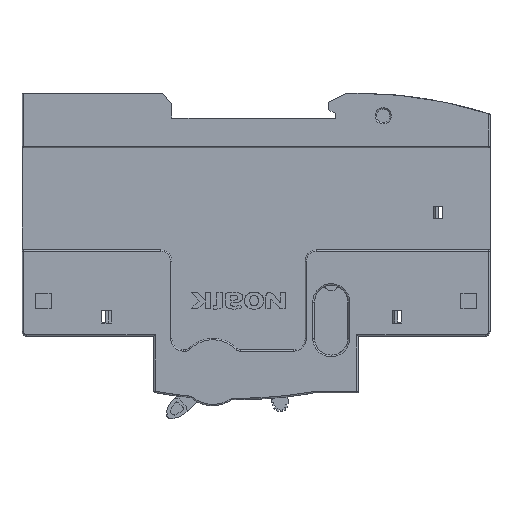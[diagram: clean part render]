
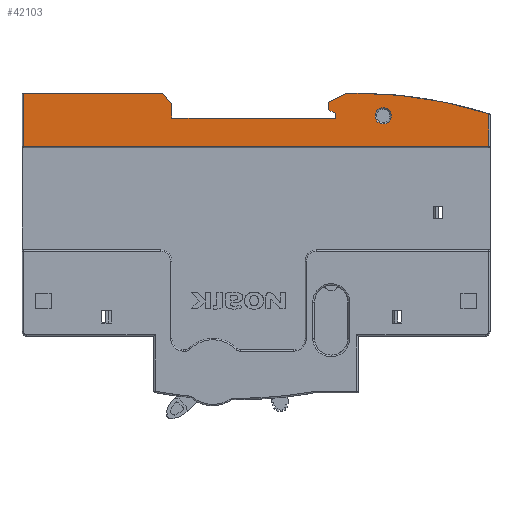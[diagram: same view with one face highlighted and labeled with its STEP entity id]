
A CAD part, front view. The second image highlights one B-rep face of the part: STEP entity #42103.
In plain terms, the highlighted planar face has unit normal (0, -1, 0).
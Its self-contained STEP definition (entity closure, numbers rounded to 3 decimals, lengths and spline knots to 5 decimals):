
#1810=DIRECTION('',(0.,0.,-1.));
#1811=VECTOR('',#1810,0.0117);
#1812=CARTESIAN_POINT('',(-0.0512,0.,0.0495));
#1813=LINE('',#1812,#1811);
#2289=DIRECTION('',(0.,0.,1.));
#2290=VECTOR('',#2289,0.00715);
#2291=CARTESIAN_POINT('',(0.0512,0.,0.0378));
#2292=LINE('',#2291,#2290);
#2293=CARTESIAN_POINT('',(0.0512,0.,0.04495));
#2305=CARTESIAN_POINT('',(0.022,0.,-0.0465));
#2306=DIRECTION('',(0.,1.,0.));
#2307=DIRECTION('',(0.,0.,1.));
#2308=AXIS2_PLACEMENT_3D('',#2305,#2306,#2307);
#2310=DIRECTION('',(0.625,0.,-0.781));
#2311=VECTOR('',#2310,0.0032);
#2312=CARTESIAN_POINT('',(-0.0205,0.,0.0495));
#2313=LINE('',#2312,#2311);
#2314=DIRECTION('',(1.,0.,0.));
#2315=VECTOR('',#2314,0.036);
#2316=CARTESIAN_POINT('',(-0.0185,0.,0.044));
#2317=LINE('',#2316,#2315);
#2318=DIRECTION('',(0.,0.,1.));
#2319=VECTOR('',#2318,0.001);
#2320=CARTESIAN_POINT('',(0.0175,0.,0.044));
#2321=LINE('',#2320,#2319);
#2322=DIRECTION('',(-0.882,0.,0.471));
#2323=VECTOR('',#2322,0.0017);
#2324=CARTESIAN_POINT('',(0.0175,0.,0.045));
#2325=LINE('',#2324,#2323);
#2326=DIRECTION('',(0.894,0.,0.447));
#2327=VECTOR('',#2326,0.00447);
#2328=CARTESIAN_POINT('',(0.016,0.,0.0475));
#2329=LINE('',#2328,#2327);
#2330=DIRECTION('',(1.,0.,0.));
#2331=VECTOR('',#2330,0.002);
#2332=CARTESIAN_POINT('',(0.02,0.,0.0495));
#2333=LINE('',#2332,#2331);
#2334=CARTESIAN_POINT('',(0.028,0.,0.0445));
#2335=DIRECTION('',(0.,-1.,0.));
#2336=DIRECTION('',(0.,0.,-1.));
#2337=AXIS2_PLACEMENT_3D('',#2334,#2335,#2336);
#2339=CARTESIAN_POINT('',(0.028,0.,0.0445));
#2340=DIRECTION('',(0.,-1.,0.));
#2341=DIRECTION('',(1.,0.,0.));
#2342=AXIS2_PLACEMENT_3D('',#2339,#2340,#2341);
#2344=CARTESIAN_POINT('',(0.028,0.,0.0445));
#2345=DIRECTION('',(0.,-1.,0.));
#2346=DIRECTION('',(0.,0.,1.));
#2347=AXIS2_PLACEMENT_3D('',#2344,#2345,#2346);
#2349=CARTESIAN_POINT('',(0.028,0.,0.0445));
#2350=DIRECTION('',(0.,-1.,0.));
#2351=DIRECTION('',(-1.,0.,0.));
#2352=AXIS2_PLACEMENT_3D('',#2349,#2350,#2351);
#18019=DIRECTION('',(1.,0.,0.));
#18020=VECTOR('',#18019,0.1024);
#18021=CARTESIAN_POINT('',(-0.0512,0.,0.0378));
#18022=LINE('',#18021,#18020);
#18042=DIRECTION('',(-1.,0.,0.));
#18043=VECTOR('',#18042,0.0307);
#18044=CARTESIAN_POINT('',(-0.0205,0.,0.0495));
#18045=LINE('',#18044,#18043);
#18075=DIRECTION('',(0.,0.,1.));
#18076=VECTOR('',#18075,0.003);
#18077=CARTESIAN_POINT('',(-0.0185,0.,0.044));
#18078=LINE('',#18077,#18076);
#18155=DIRECTION('',(0.,0.,-1.));
#18156=VECTOR('',#18155,0.0017);
#18157=CARTESIAN_POINT('',(0.016,0.,0.0475));
#18158=LINE('',#18157,#18156);
#29352=CARTESIAN_POINT('',(0.022,0.,0.0495));
#29353=VERTEX_POINT('',#29352);
#29354=CARTESIAN_POINT('',(0.02,0.,0.0495));
#29355=VERTEX_POINT('',#29354);
#36572=VERTEX_POINT('',#2293);
#36810=CARTESIAN_POINT('',(-0.0512,0.,0.0378));
#36811=VERTEX_POINT('',#36810);
#36816=CARTESIAN_POINT('',(-0.0512,0.,0.0495));
#36817=VERTEX_POINT('',#36816);
#37950=CARTESIAN_POINT('',(-0.0205,0.,0.0495));
#37951=VERTEX_POINT('',#37950);
#37952=CARTESIAN_POINT('',(0.0512,0.,0.0378));
#37953=VERTEX_POINT('',#37952);
#37954=CARTESIAN_POINT('',(-0.0185,0.,0.047));
#37955=VERTEX_POINT('',#37954);
#37956=CARTESIAN_POINT('',(-0.0185,0.,0.044));
#37957=VERTEX_POINT('',#37956);
#37958=CARTESIAN_POINT('',(0.0175,0.,0.044));
#37959=VERTEX_POINT('',#37958);
#37960=CARTESIAN_POINT('',(0.0175,0.,0.045));
#37961=VERTEX_POINT('',#37960);
#37962=CARTESIAN_POINT('',(0.016,0.,0.0458));
#37963=VERTEX_POINT('',#37962);
#37964=CARTESIAN_POINT('',(0.016,0.,0.0475));
#37965=VERTEX_POINT('',#37964);
#37966=CARTESIAN_POINT('',(0.028,0.,0.0427));
#37967=CARTESIAN_POINT('',(0.0298,0.,0.0445));
#37968=VERTEX_POINT('',#37966);
#37969=VERTEX_POINT('',#37967);
#37970=CARTESIAN_POINT('',(0.028,0.,0.0463));
#37971=VERTEX_POINT('',#37970);
#37972=CARTESIAN_POINT('',(0.0262,0.,0.0445));
#37973=VERTEX_POINT('',#37972);
#42063=CARTESIAN_POINT('',(0.,0.,0.04365));
#42064=DIRECTION('',(0.,1.,0.));
#42065=DIRECTION('',(1.,0.,0.));
#42066=AXIS2_PLACEMENT_3D('',#42063,#42064,#42065);
#42067=PLANE('',#42066);
#42069=ORIENTED_EDGE('',*,*,#42068,.T.);
#42070=ORIENTED_EDGE('',*,*,#42046,.F.);
#42072=ORIENTED_EDGE('',*,*,#42071,.F.);
#42073=ORIENTED_EDGE('',*,*,#41047,.F.);
#42075=ORIENTED_EDGE('',*,*,#42074,.F.);
#42077=ORIENTED_EDGE('',*,*,#42076,.T.);
#42079=ORIENTED_EDGE('',*,*,#42078,.F.);
#42081=ORIENTED_EDGE('',*,*,#42080,.T.);
#42083=ORIENTED_EDGE('',*,*,#42082,.T.);
#42085=ORIENTED_EDGE('',*,*,#42084,.T.);
#42087=ORIENTED_EDGE('',*,*,#42086,.F.);
#42089=ORIENTED_EDGE('',*,*,#42088,.T.);
#42090=ORIENTED_EDGE('',*,*,#38321,.T.);
#42091=EDGE_LOOP('',(#42069,#42070,#42072,#42073,#42075,#42077,#42079,#42081,
#42083,#42085,#42087,#42089,#42090));
#42092=FACE_OUTER_BOUND('',#42091,.F.);
#42094=ORIENTED_EDGE('',*,*,#42093,.T.);
#42096=ORIENTED_EDGE('',*,*,#42095,.T.);
#42098=ORIENTED_EDGE('',*,*,#42097,.T.);
#42100=ORIENTED_EDGE('',*,*,#42099,.T.);
#42101=EDGE_LOOP('',(#42094,#42096,#42098,#42100));
#42102=FACE_BOUND('',#42101,.F.);
#42103=ADVANCED_FACE('',(#42092,#42102),#42067,.F.);
#2309=CIRCLE('',#2308,0.096);
#2338=CIRCLE('',#2337,0.0018);
#2343=CIRCLE('',#2342,0.0018);
#2348=CIRCLE('',#2347,0.0018);
#2353=CIRCLE('',#2352,0.0018);
#38321=EDGE_CURVE('',#29355,#29353,#2333,.T.);
#41047=EDGE_CURVE('',#36817,#36811,#1813,.T.);
#42046=EDGE_CURVE('',#37953,#36572,#2292,.T.);
#42068=EDGE_CURVE('',#29353,#36572,#2309,.T.);
#42071=EDGE_CURVE('',#36811,#37953,#18022,.T.);
#42074=EDGE_CURVE('',#37951,#36817,#18045,.T.);
#42076=EDGE_CURVE('',#37951,#37955,#2313,.T.);
#42078=EDGE_CURVE('',#37957,#37955,#18078,.T.);
#42080=EDGE_CURVE('',#37957,#37959,#2317,.T.);
#42082=EDGE_CURVE('',#37959,#37961,#2321,.T.);
#42084=EDGE_CURVE('',#37961,#37963,#2325,.T.);
#42086=EDGE_CURVE('',#37965,#37963,#18158,.T.);
#42088=EDGE_CURVE('',#37965,#29355,#2329,.T.);
#42093=EDGE_CURVE('',#37968,#37969,#2338,.T.);
#42095=EDGE_CURVE('',#37969,#37971,#2343,.T.);
#42097=EDGE_CURVE('',#37971,#37973,#2348,.T.);
#42099=EDGE_CURVE('',#37973,#37968,#2353,.T.);
